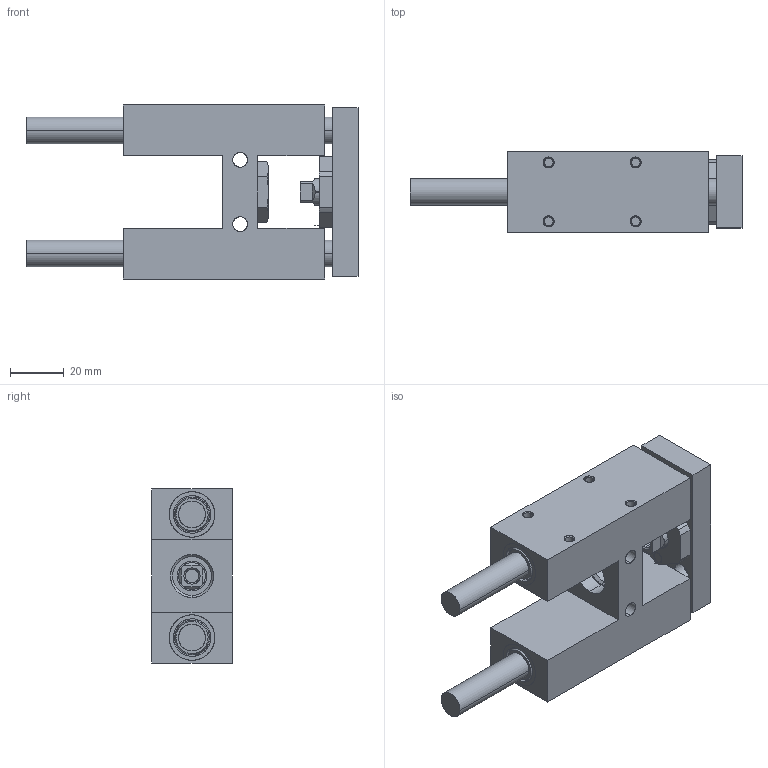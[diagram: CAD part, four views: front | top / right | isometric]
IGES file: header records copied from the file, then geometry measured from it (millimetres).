
Start section: SolidWorks IGES file using analytic representation for surfaces
Global section: file name: EM_I_PRH_016_S.IGS; native system: SolidWorks 2013; preprocessor: SolidWorks 2013; author: technolog3; date: 141023.122604; units: millimetre
Bounding box: 124 x 30 x 65 mm (x, y, z)
Surface area: 58597.1 mm2 (no closed solid volume)
Topology: 0 solids, 0 shells, 573 faces, 8662 edges, 8650 vertices
Faces by surface type: bspline 306, revolution 267
